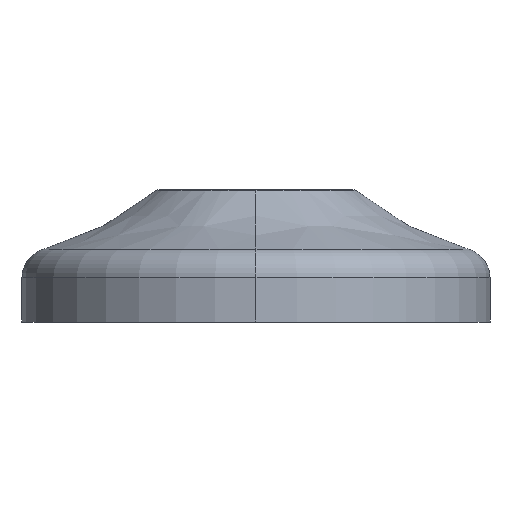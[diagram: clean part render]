
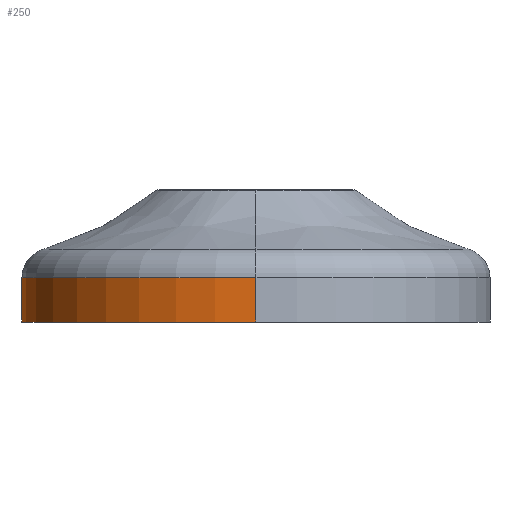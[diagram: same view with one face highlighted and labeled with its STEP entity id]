
A CAD part, left-side view. The second image highlights one B-rep face of the part: STEP entity #250.
In plain terms, the highlighted cylindrical face has radius 30.163 mm (diameter 60.325 mm), a partial arc.
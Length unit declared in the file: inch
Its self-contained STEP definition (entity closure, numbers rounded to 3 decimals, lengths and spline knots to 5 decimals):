
#12=CARTESIAN_POINT('',(0.,0.,0.));
#13=DIRECTION('',(0.,-1.,0.));
#14=DIRECTION('',(0.,0.,-1.));
#15=AXIS2_PLACEMENT_3D('',#12,#13,#14);
#17=DIRECTION('',(0.,1.,0.));
#18=VECTOR('',#17,0.225);
#19=CARTESIAN_POINT('',(0.,0.,-1.1875));
#20=LINE('',#19,#18);
#21=DIRECTION('',(0.,1.,0.));
#22=VECTOR('',#21,0.225);
#23=CARTESIAN_POINT('',(0.,0.,1.1875));
#24=LINE('',#23,#22);
#45=CARTESIAN_POINT('',(0.,0.225,0.));
#46=DIRECTION('',(0.,-1.,0.));
#47=DIRECTION('',(0.,0.,-1.));
#48=AXIS2_PLACEMENT_3D('',#45,#46,#47);
#198=CARTESIAN_POINT('',(0.,0.,-1.1875));
#199=CARTESIAN_POINT('',(0.,0.225,-1.1875));
#200=VERTEX_POINT('',#198);
#201=VERTEX_POINT('',#199);
#204=CARTESIAN_POINT('',(0.,0.,1.1875));
#205=CARTESIAN_POINT('',(0.,0.225,1.1875));
#206=VERTEX_POINT('',#204);
#207=VERTEX_POINT('',#205);
#236=CARTESIAN_POINT('',(0.,0.7035,0.));
#237=DIRECTION('',(0.,-1.,0.));
#238=DIRECTION('',(0.,0.,1.));
#239=AXIS2_PLACEMENT_3D('',#236,#237,#238);
#240=CYLINDRICAL_SURFACE('',#239,1.1875);
#242=ORIENTED_EDGE('',*,*,#241,.F.);
#243=ORIENTED_EDGE('',*,*,#223,.T.);
#245=ORIENTED_EDGE('',*,*,#244,.T.);
#247=ORIENTED_EDGE('',*,*,#246,.F.);
#248=EDGE_LOOP('',(#242,#243,#245,#247));
#249=FACE_OUTER_BOUND('',#248,.F.);
#250=ADVANCED_FACE('',(#249),#240,.T.);
#16=CIRCLE('',#15,1.1875);
#49=CIRCLE('',#48,1.1875);
#223=EDGE_CURVE('',#200,#206,#16,.T.);
#241=EDGE_CURVE('',#200,#201,#20,.T.);
#244=EDGE_CURVE('',#206,#207,#24,.T.);
#246=EDGE_CURVE('',#201,#207,#49,.T.);
